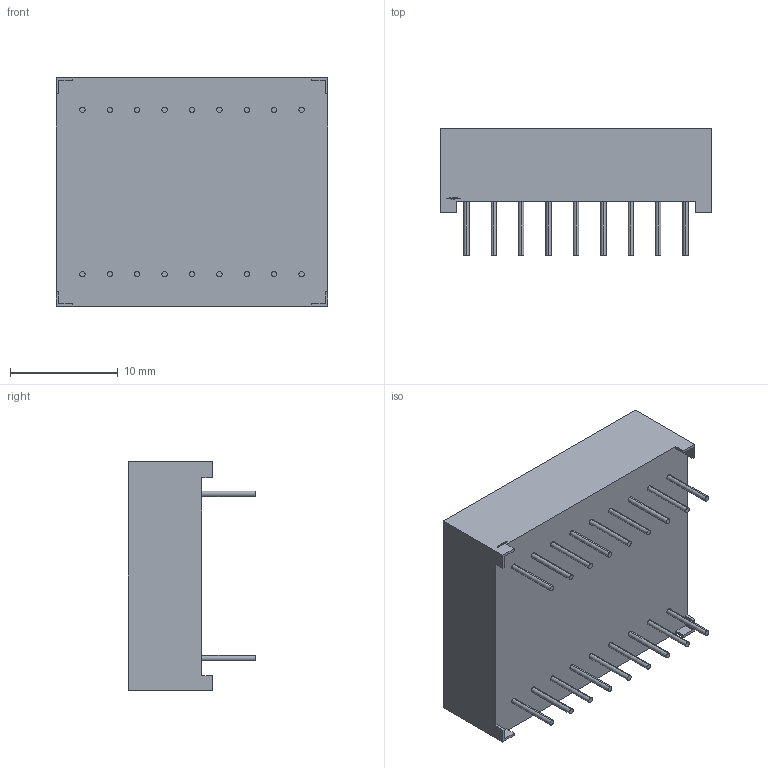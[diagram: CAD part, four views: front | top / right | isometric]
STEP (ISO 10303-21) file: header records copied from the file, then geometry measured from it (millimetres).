
FILE_DESCRIPTION (( 'STEP AP214' ), '1' );
FILE_NAME ('PDA54-11.STEP', '2008-09-07T15:40:39', ( '' ), ( '' ), 'SwSTEP 2.0', 'SolidWorks 2008', '' );
FILE_SCHEMA (( 'AUTOMOTIVE_DESIGN' ));
Length unit declared in the file: millimetre
Products named in the file (1): PDA54-11
Bounding box: 25.2 x 11.8 x 21.2 mm (x, y, z)
Volume: 3646.6 mm3; surface area: 1881.4 mm2
Topology: 1 solids, 1 shells, 549 faces, 1413 edges, 942 vertices
Faces by surface type: plane 393, bspline 116, cylinder 40
Entity records: 25218 total; most frequent: CARTESIAN_POINT 9293, ORIENTED_EDGE 2826, DIRECTION 2129, EDGE_CURVE 1413, VECTOR 1101, LINE 1101, VERTEX_POINT 942, EDGE_LOOP 625
